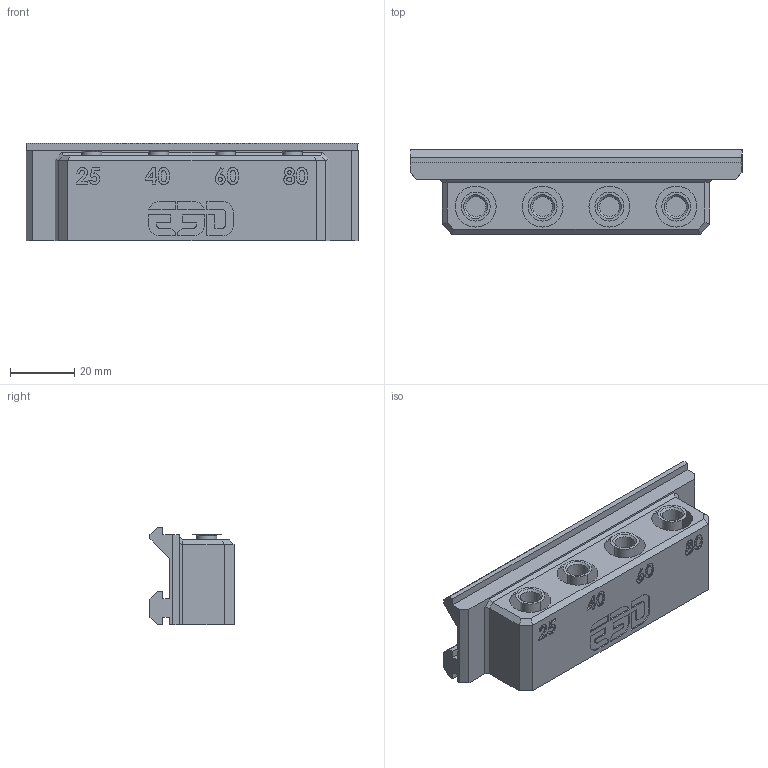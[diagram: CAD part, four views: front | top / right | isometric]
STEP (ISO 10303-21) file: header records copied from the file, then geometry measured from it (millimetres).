
FILE_DESCRIPTION(/* description */ (''),/* implementation_level */ '2;1');
FILE_NAME(/* name */ 'Revo Nozzle Holder.step',/* time_stamp */ '2022-02-13T23:08:39+01:00',/* author */ (''),/* organization */ (''),/* preprocessor_version */ 'ST-DEVELOPER v18.1',/* originating_system */ 'Autodesk Translation Framework v10.13.0.1454',/* authorisation */ '');
FILE_SCHEMA (('AUTOMOTIVE_DESIGN { 1 0 10303 214 3 1 1 }'));
Length unit declared in the file: millimetre
Products named in the file (1): Revo Nozzle Holder
Bounding box: 103 x 26.1 x 30.4 mm (x, y, z)
Volume: 51350.3 mm3; surface area: 15479 mm2
Topology: 1 solids, 1 shells, 301 faces, 801 edges, 530 vertices
Faces by surface type: bspline 144, plane 129, cylinder 20, cone 8
Full cylindrical faces by diameter (mm): 6.2 x4
Entity records: 10642 total; most frequent: CARTESIAN_POINT 4065, ORIENTED_EDGE 1602, DIRECTION 881, EDGE_CURVE 801, VERTEX_POINT 530, LINE 461, VECTOR 461, EDGE_LOOP 329
